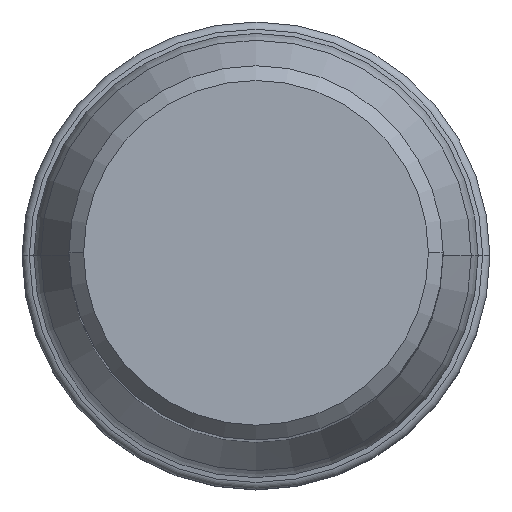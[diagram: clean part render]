
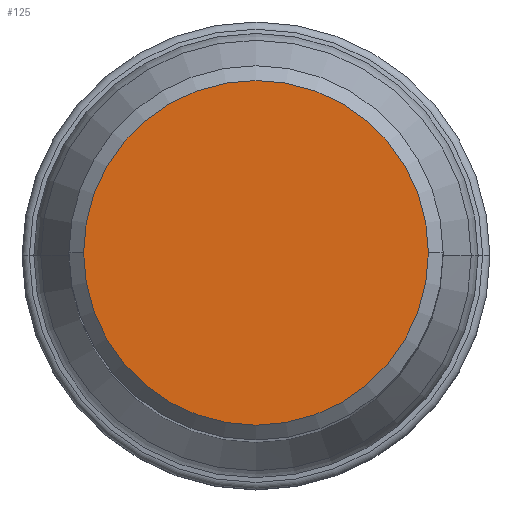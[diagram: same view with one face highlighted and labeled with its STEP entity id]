
A CAD part, top view. The second image highlights one B-rep face of the part: STEP entity #125.
In plain terms, the highlighted planar face has unit normal (0, 0, 1).
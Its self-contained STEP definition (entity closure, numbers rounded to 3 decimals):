
#30=PLANE('',#1227);
#125=ADVANCED_FACE('',(#216),#30,.F.);
#216=FACE_OUTER_BOUND('',#280,.T.);
#280=EDGE_LOOP('',(#468,#469,#470,#471));
#468=ORIENTED_EDGE('',*,*,#775,.F.);
#469=ORIENTED_EDGE('',*,*,#774,.F.);
#470=ORIENTED_EDGE('',*,*,#776,.F.);
#471=ORIENTED_EDGE('',*,*,#777,.F.);
#650=VERTEX_POINT('',#2577);
#651=VERTEX_POINT('',#2579);
#652=VERTEX_POINT('',#2581);
#653=VERTEX_POINT('',#2585);
#774=EDGE_CURVE('',#651,#652,#933,.T.);
#775=EDGE_CURVE('',#652,#650,#934,.T.);
#776=EDGE_CURVE('',#653,#651,#935,.T.);
#777=EDGE_CURVE('',#650,#653,#936,.T.);
#933=CIRCLE('',#1222,11.7);
#934=CIRCLE('',#1223,11.7);
#935=CIRCLE('',#1225,11.7);
#936=CIRCLE('',#1226,11.7);
#1222=AXIS2_PLACEMENT_3D('',#2580,#1470,#1471);
#1223=AXIS2_PLACEMENT_3D('',#2582,#1472,#1473);
#1225=AXIS2_PLACEMENT_3D('',#2584,#1476,#1477);
#1226=AXIS2_PLACEMENT_3D('',#2586,#1478,#1479);
#1227=AXIS2_PLACEMENT_3D('',#2587,#1480,#1481);
#1470=DIRECTION('',(0.,0.,-1.));
#1471=DIRECTION('',(-1.,0.,0.));
#1472=DIRECTION('',(0.,0.,-1.));
#1473=DIRECTION('',(0.,1.,0.));
#1476=DIRECTION('',(0.,0.,-1.));
#1477=DIRECTION('',(0.,-1.,0.));
#1478=DIRECTION('',(0.,0.,-1.));
#1479=DIRECTION('',(1.,0.,0.));
#1480=DIRECTION('',(0.,0.,-1.));
#1481=DIRECTION('',(1.,0.,0.));
#2577=CARTESIAN_POINT('',(11.7,0.,43.656));
#2579=CARTESIAN_POINT('',(-11.7,0.,43.656));
#2580=CARTESIAN_POINT('',(0.,0.,43.656));
#2581=CARTESIAN_POINT('',(0.,11.7,43.656));
#2582=CARTESIAN_POINT('',(0.,0.,43.656));
#2584=CARTESIAN_POINT('',(0.,0.,43.656));
#2585=CARTESIAN_POINT('',(0.,-11.7,43.656));
#2586=CARTESIAN_POINT('',(0.,0.,43.656));
#2587=CARTESIAN_POINT('',(0.,0.,43.656));
